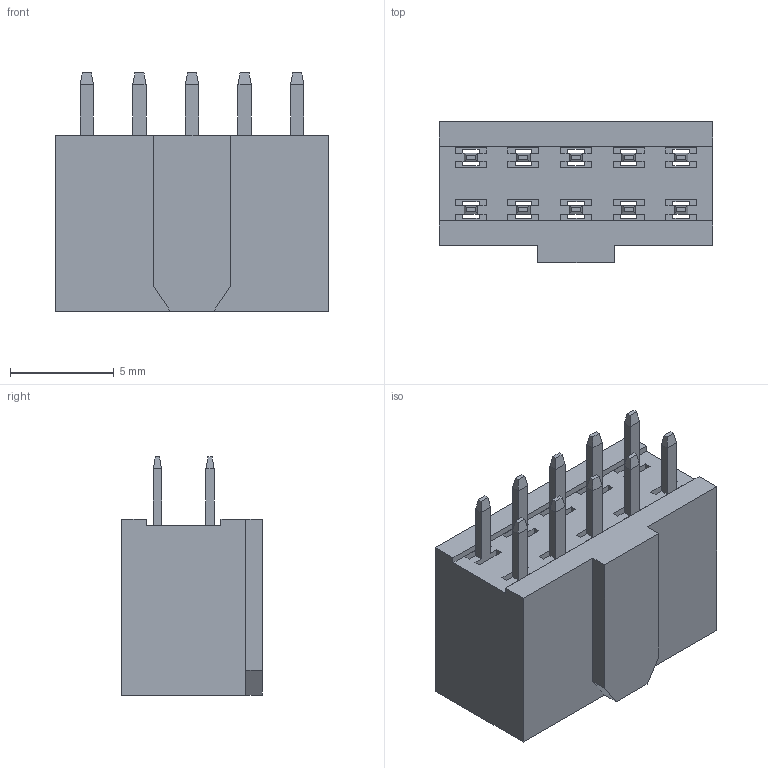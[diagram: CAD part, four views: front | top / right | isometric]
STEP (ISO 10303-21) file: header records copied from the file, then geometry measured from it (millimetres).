
FILE_DESCRIPTION (( 'STEP AP214' ), '1' );
FILE_NAME ('FFH25407-D10S1001K6K-REF.STEP', '2025-06-24T05:49:36', ( '' ), ( '' ), 'SwSTEP 2.0', 'SolidWorks 2021', '' );
FILE_SCHEMA (( 'AUTOMOTIVE_DESIGN' ));
Length unit declared in the file: millimetre
Products named in the file (1): FFH25407-D10S1001K6K-REF
Bounding box: 13.2 x 6.8 x 11.5 mm (x, y, z)
Volume: 597 mm3; surface area: 1178.4 mm2
Topology: 1 solids, 1 shells, 306 faces, 862 edges, 548 vertices
Faces by surface type: plane 306
Entity records: 9680 total; most frequent: ORIENTED_EDGE 1724, CARTESIAN_POINT 1717, DIRECTION 1476, VECTOR 862, LINE 862, EDGE_CURVE 862, VERTEX_POINT 548, EDGE_LOOP 336
